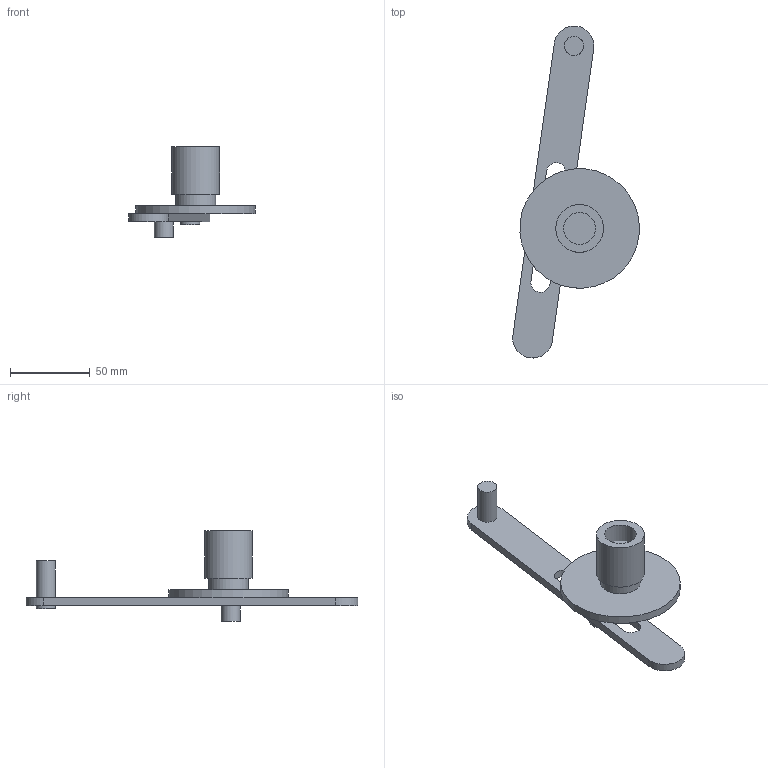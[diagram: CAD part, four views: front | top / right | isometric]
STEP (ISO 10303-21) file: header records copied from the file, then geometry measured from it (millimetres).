
FILE_DESCRIPTION(/* description */ (''),/* implementation_level */ '2;1');
FILE_NAME(/* name */ 'Assembly1.stp',/* time_stamp */ '2018-09-13T21:05:36+06:00',/* author */ ('DELL'),/* organization */ (''),/* preprocessor_version */ 'ST-DEVELOPER v16.5',/* originating_system */ 'Autodesk Inventor 2017',/* authorisation */ '');
FILE_SCHEMA (('AUTOMOTIVE_DESIGN { 1 0 10303 214 3 1 1 }'));
Length unit declared in the file: millimetre
Products named in the file (5): Assembly1; Shaft 2_MIR; link 2_MIR; test ring_MIR; pin_MIR
Assembly tree (4 placements, depth 2):
  Assembly1
    Shaft 2_MIR
    link 2_MIR
    test ring_MIR
    pin_MIR
Bounding box: 79.4 x 208.15 x 57 mm (x, y, z)
Volume: 71394.2 mm3; surface area: 30924 mm2
Topology: 4 solids, 4 shells, 29 faces, 51 edges, 34 vertices
Faces by surface type: plane 16, cylinder 13
Full cylindrical faces by diameter (mm): 12 x3, 20 x1, 23.5 x1, 25 x2, 30 x1, 75 x1
Entity records: 836 total; most frequent: DIRECTION 144, CARTESIAN_POINT 114, ORIENTED_EDGE 84, AXIS2_PLACEMENT_3D 64, EDGE_LOOP 48, EDGE_CURVE 42, VERTEX_POINT 34, FACE_OUTER_BOUND 29
